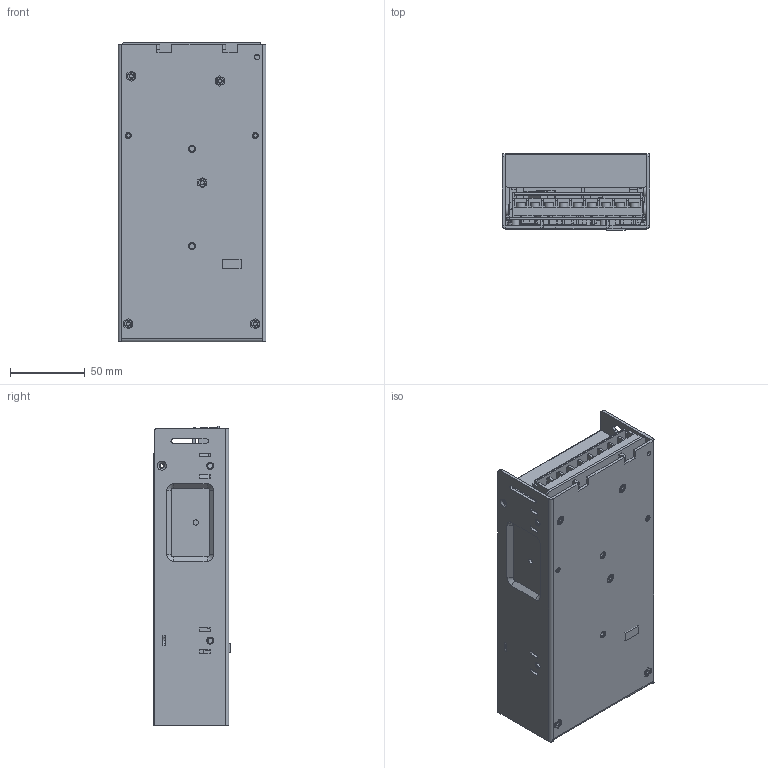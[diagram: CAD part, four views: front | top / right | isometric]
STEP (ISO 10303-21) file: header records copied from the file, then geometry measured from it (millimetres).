
FILE_DESCRIPTION((''),'2;1');
FILE_NAME('SPPC_24320_1FC_ASM','2018-03-07T',('huangxiaodong'),(''),'PRO/ENGINEER BY PARAMETRIC TECHNOLOGY CORPORATION, 2010480','PRO/ENGINEER BY PARAMETRIC TECHNOLOGY CORPORATION, 2010480','');
FILE_SCHEMA(('AUTOMOTIVE_DESIGN_CC2 { 1 2 10303 214 -1 1 5 2 }'));
Products named in the file (89): 130100046627; 130102000132; 130100046627_ASM; 130100044527; SPPC_24320_1FC-CHASSIS_ASM; SPPC_24200_1FC-REV1_5; CON-BTB654-08-9PINAA; KBJ10AAAAAAA; DIP-16A; DIP4-10AA; TO-3P-FAAAAAA; CE-13-HA; CE-13-H; TO-247ACBAAAAAAAAA; TO-220ACAAA; RT-5AA; RT-7_5AA; FG; SMD-1206; SMD-1206A; PADCAA; PADBA; R-1_4WJAAB; J-0_6X10ABA; SMD-0805-N; MARKA; T130-5A; J-0_6X25AAAAAAAAA; PAD3A; R-1_4WFB; SMD-0805-NA; DIN; T-ER-40-16P-35AAAAAAAAAAAAAAAAA; C-25_10_5-AAAAAAA; CX-474_15-MKP62; SMD-23; J-0_6X10AAB; R-1_4WFA; J-0_6X10AAAB; J-0_6X10AAAA ...
Assembly tree (287 placements, depth 4):
  SPPC_24320_1FC_ASM
    SPPC_24320_1FC-CHASSIS_ASM
      130100046627_ASM
        130100046627
        130102000132  x5
      130100044527
    SPPC_24200_1FC-REV1_5_ASM
      SPPC_24200_1FC-REV1_5
      CON-BTB654-08-9PINAA
      KBJ10AAAAAAA
      DIP-16A
      DIP4-10AA  x2
      TO-3P-FAAAAAA
      CE-13-HA
      CE-13-H  x2
      TO-247ACBAAAAAAAAA
      TO-220ACAAA
      RT-5AA
      RT-7_5AA
      FG
      SMD-1206  x61
      SMD-1206A
      PADCAA  x3
      PADBA
      R-1_4WJAAB
      J-0_6X10ABA
      SMD-0805-N  x49
      MARKA  x3
      T130-5A
      J-0_6X25AAAAAAAAA
      PAD3A  x8
      R-1_4WFB
      SMD-0805-NA  x3
      DIN  x2
      T-ER-40-16P-35AAAAAAAAAAAAAAAAA
      C-25_10_5-AAAAAAA
      CX-474_15-MKP62  x2
      SMD-23  x8
      J-0_6X10AAB
      R-1_4WFA
      J-0_6X10AAAB
      J-0_6X10AAAA
      J-0_6X10AAAAA
      CL-5-AI  x3
      PAD3AA  x3
      PQ-26_20-12PAAAAAAAAAAAAAA
      PAD3AAA
      CON-2_54-2P-AAA
      R-2W20A  x2
      J-0_6X16
      MARK  x6
      LED-5_0AAA
      CY-Y2-K  x4
      J-0_6X8  x2
      PAD3AB  x2
      PAD3AAB  x13
      CY-Y2-KA
      PAD42AA
      PAD3AABA  x9
      DO-41AA
Bounding box: 99 x 51.03 x 200.4 mm (x, y, z)
Volume: 304821.1 mm3; surface area: 251971 mm2
Topology: 284 solids, 302 shells, 3213 faces, 7486 edges, 4896 vertices
Faces by surface type: plane 2761, cylinder 360, cone 66, torus 26
Entity records: 74590 total; most frequent: DIRECTION 10898, CARTESIAN_POINT 10677, ORIENTED_EDGE 9724, EDGE_CURVE 4890, VECTOR 4088, LINE 4088, PRESENTATION_STYLE_ASSIGNMENT 3857, STYLED_ITEM 3816
